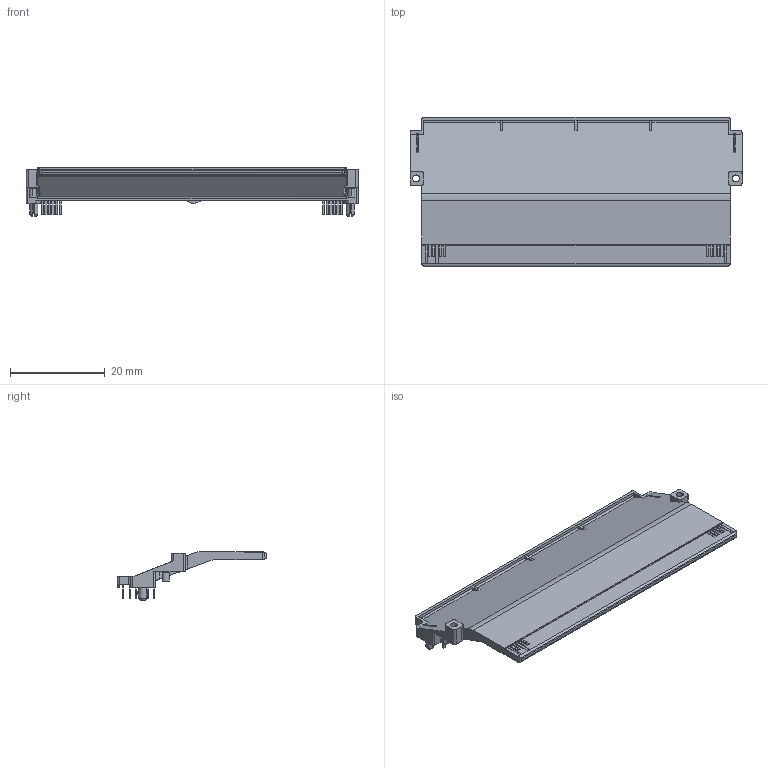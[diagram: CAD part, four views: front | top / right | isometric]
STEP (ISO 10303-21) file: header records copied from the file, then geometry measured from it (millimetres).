
FILE_DESCRIPTION((''),'2;1');
FILE_NAME('HARTING_16 25 170 1301 000.stp','2013-07-09T10:49:48',(''),(''),'Mechanical Desktop 2011','Mechanical Desktop 2011',', , ');
FILE_SCHEMA(('AUTOMOTIVE_DESIGN { 1 2 10303 214 1 1 1 1 }'));
Length unit declared in the file: millimetre
Products named in the file (1): Product
Bounding box: 69.9 x 31.5 x 10.22 mm (x, y, z)
Volume: 4523.6 mm3; surface area: 5205.2 mm2
Topology: 49 solids, 49 shells, 600 faces, 1523 edges, 1015 vertices
Faces by surface type: plane 411, cylinder 177, bspline 4, torus 4, cone 4
Entity records: 18450 total; most frequent: CARTESIAN_POINT 3519, DIRECTION 3095, ORIENTED_EDGE 3046, EDGE_CURVE 1523, VECTOR 1101, LINE 1101, VERTEX_POINT 1015, AXIS2_PLACEMENT_3D 997
